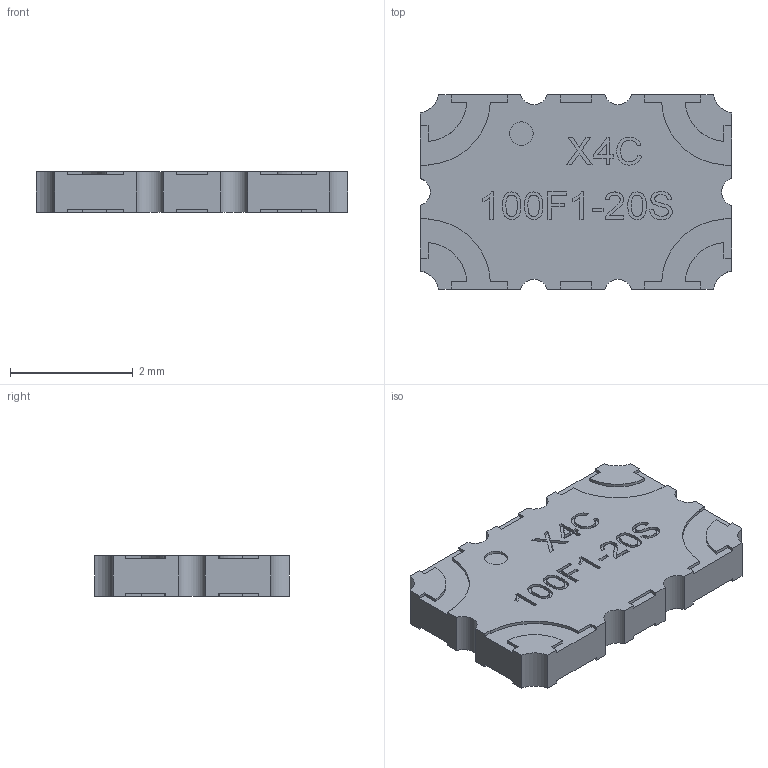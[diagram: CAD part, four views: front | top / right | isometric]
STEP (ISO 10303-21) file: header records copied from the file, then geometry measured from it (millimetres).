
FILE_DESCRIPTION (( 'STEP AP203' ), '1' );
FILE_NAME ('X4C100F1-20S.STEP', '2025-01-29T18:47:35', ( '' ), ( '' ), 'SwSTEP 2.0', 'SolidWorks 2023', '' );
FILE_SCHEMA (( 'CONFIG_CONTROL_DESIGN' ));
Length unit declared in the file: inch
Products named in the file (1): X4C100F1-20S
Bounding box: 5.08 x 3.17 x 0.66 mm (x, y, z)
Volume: 9.9 mm3; surface area: 44.6 mm2
Topology: 1 solids, 1 shells, 292 faces, 816 edges, 544 vertices
Faces by surface type: plane 200, bspline 69, cylinder 23
Entity records: 12803 total; most frequent: CARTESIAN_POINT 5634, ORIENTED_EDGE 1632, DIRECTION 1172, EDGE_CURVE 816, LINE 632, VECTOR 632, VERTEX_POINT 544, EDGE_LOOP 310
